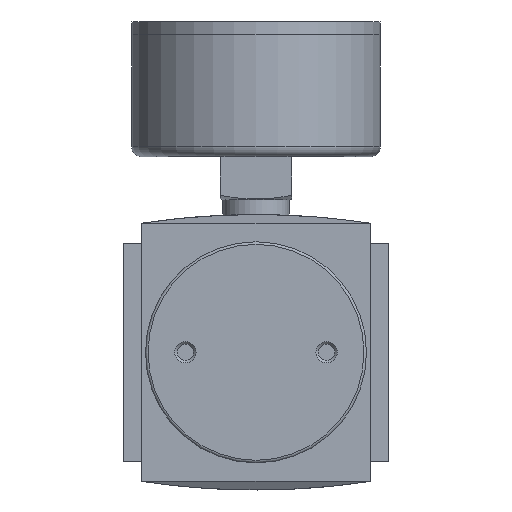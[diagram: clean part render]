
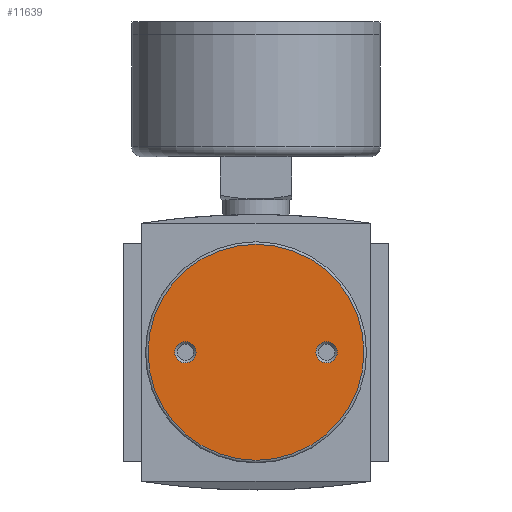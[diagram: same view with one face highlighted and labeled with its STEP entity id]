
A CAD part, front view. The second image highlights one B-rep face of the part: STEP entity #11639.
In plain terms, the highlighted planar face has unit normal (0, -1, 0).
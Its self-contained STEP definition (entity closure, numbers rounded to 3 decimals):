
#242=PLANE('',#12245);
#519=CIRCLE('',#12244,21.25);
#520=CIRCLE('',#12246,2.1);
#521=CIRCLE('',#12247,2.1);
#1946=ORIENTED_EDGE('',*,*,#3806,.F.);
#1947=ORIENTED_EDGE('',*,*,#3805,.T.);
#1948=ORIENTED_EDGE('',*,*,#3807,.F.);
#3805=EDGE_CURVE('',#4836,#4836,#519,.T.);
#3806=EDGE_CURVE('',#4837,#4837,#520,.F.);
#3807=EDGE_CURVE('',#4838,#4838,#521,.T.);
#4836=VERTEX_POINT('',#16582);
#4837=VERTEX_POINT('',#16585);
#4838=VERTEX_POINT('',#16587);
#7109=EDGE_LOOP('',(#1946));
#7110=EDGE_LOOP('',(#1947));
#7111=EDGE_LOOP('',(#1948));
#7662=FACE_BOUND('',#7109,.T.);
#7663=FACE_BOUND('',#7110,.T.);
#7664=FACE_BOUND('',#7111,.T.);
#11639=ADVANCED_FACE('',(#7662,#7663,#7664),#242,.F.);
#12244=AXIS2_PLACEMENT_3D('',#16581,#13931,#13932);
#12245=AXIS2_PLACEMENT_3D('',#16583,#13933,#13934);
#12246=AXIS2_PLACEMENT_3D('',#16584,#13935,#13936);
#12247=AXIS2_PLACEMENT_3D('',#16586,#13937,#13938);
#13931=DIRECTION('',(0.,-1.,0.));
#13932=DIRECTION('',(0.,0.,-1.));
#13933=DIRECTION('',(0.,1.,0.));
#13934=DIRECTION('',(0.,0.,1.));
#13935=DIRECTION('',(0.,1.,0.));
#13936=DIRECTION('',(0.,0.,1.));
#13937=DIRECTION('',(0.,-1.,0.));
#13938=DIRECTION('',(0.,0.,-1.));
#16581=CARTESIAN_POINT('',(0.,-33.,0.));
#16582=CARTESIAN_POINT('',(0.,-33.,-21.25));
#16583=CARTESIAN_POINT('',(21.25,-33.,0.));
#16584=CARTESIAN_POINT('',(13.9,-33.,0.));
#16585=CARTESIAN_POINT('',(13.9,-33.,2.1));
#16586=CARTESIAN_POINT('',(-13.9,-33.,0.));
#16587=CARTESIAN_POINT('',(-13.9,-33.,-2.1));
